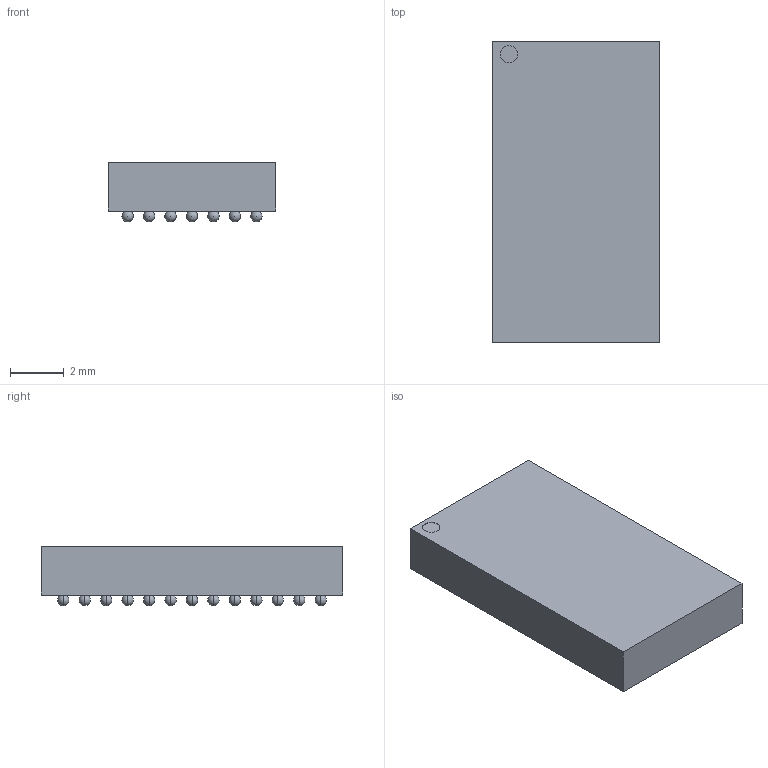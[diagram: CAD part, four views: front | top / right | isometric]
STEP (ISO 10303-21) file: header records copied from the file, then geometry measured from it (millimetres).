
FILE_DESCRIPTION (( 'STEP AP214' ), '1' );
FILE_NAME ('LINEAR_LTM8051.STEP', '2022-01-31T16:50:08', ( '' ), ( '' ), 'SwSTEP 2.0', 'SolidWorks 2019', '' );
FILE_SCHEMA (( 'AUTOMOTIVE_DESIGN' ));
Length unit declared in the file: millimetre
Products named in the file (1): LINEAR_LTM8051
Bounding box: 6.25 x 11.25 x 2.22 mm (x, y, z)
Volume: 131.5 mm3; surface area: 250.1 mm2
Topology: 1 solids, 1 shells, 195 faces, 846 edges, 564 vertices
Faces by surface type: sphere 182, plane 11, cylinder 2
Entity records: 7598 total; most frequent: DIRECTION 1151, CARTESIAN_POINT 878, ORIENTED_EDGE 782, AXIS2_PLACEMENT_3D 564, EDGE_CURVE 391, CIRCLE 368, VERTEX_POINT 291, EDGE_LOOP 288
